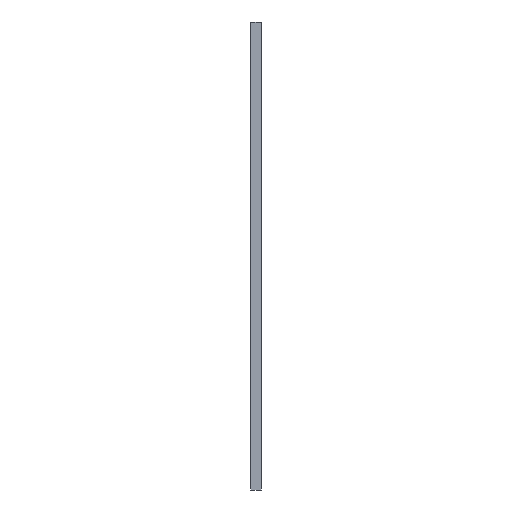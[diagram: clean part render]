
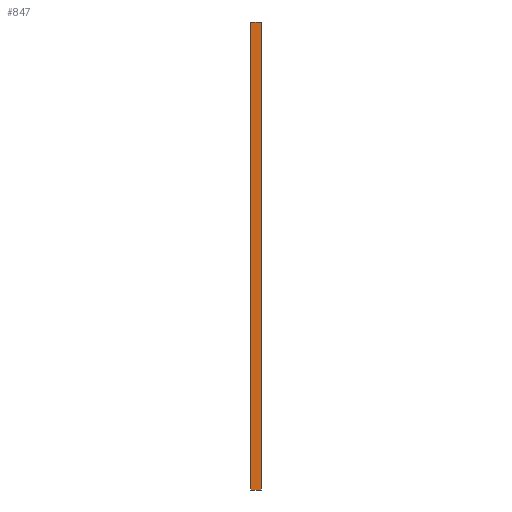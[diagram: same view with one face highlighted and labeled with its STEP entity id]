
A CAD part, left-side view. The second image highlights one B-rep face of the part: STEP entity #847.
In plain terms, the highlighted planar face has unit normal (-1, 0, 0).
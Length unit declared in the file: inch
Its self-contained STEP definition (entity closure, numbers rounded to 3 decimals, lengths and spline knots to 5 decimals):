
#67=PLANE('',#929);
#107=FACE_OUTER_BOUND('',#175,.T.);
#175=EDGE_LOOP('',(#787,#788,#789,#790));
#239=LINE('',#1311,#325);
#259=LINE('',#1378,#345);
#260=LINE('',#1381,#346);
#262=LINE('',#1384,#348);
#325=VECTOR('',#1073,0.3937);
#345=VECTOR('',#1145,0.3937);
#346=VECTOR('',#1148,0.3937);
#348=VECTOR('',#1152,0.3937);
#428=VERTEX_POINT('',#1305);
#430=VERTEX_POINT('',#1309);
#451=VERTEX_POINT('',#1376);
#452=VERTEX_POINT('',#1380);
#529=EDGE_CURVE('',#428,#430,#239,.T.);
#563=EDGE_CURVE('',#451,#430,#259,.T.);
#564=EDGE_CURVE('',#428,#452,#260,.T.);
#566=EDGE_CURVE('',#452,#451,#262,.T.);
#787=ORIENTED_EDGE('',*,*,#529,.T.);
#788=ORIENTED_EDGE('',*,*,#563,.F.);
#789=ORIENTED_EDGE('',*,*,#566,.F.);
#790=ORIENTED_EDGE('',*,*,#564,.F.);
#847=ADVANCED_FACE('',(#107),#67,.T.);
#929=AXIS2_PLACEMENT_3D('',#1383,#1150,#1151);
#1073=DIRECTION('',(0.,-1.,0.));
#1145=DIRECTION('',(0.,0.,-1.));
#1148=DIRECTION('',(0.,0.,1.));
#1150=DIRECTION('center_axis',(-1.,0.,0.));
#1151=DIRECTION('ref_axis',(0.,0.,1.));
#1152=DIRECTION('',(0.,-1.,0.));
#1305=CARTESIAN_POINT('',(0.,0.23622,10.03937));
#1309=CARTESIAN_POINT('',(0.,0.,10.03937));
#1311=CARTESIAN_POINT('',(0.,0.11811,10.03937));
#1376=CARTESIAN_POINT('',(0.,0.,20.86614));
#1378=CARTESIAN_POINT('',(0.,0.,20.86614));
#1380=CARTESIAN_POINT('',(0.,0.23622,20.86614));
#1381=CARTESIAN_POINT('',(0.,0.23622,20.86614));
#1383=CARTESIAN_POINT('Origin',(0.,0.,0.));
#1384=CARTESIAN_POINT('',(0.,0.23622,20.86614));
